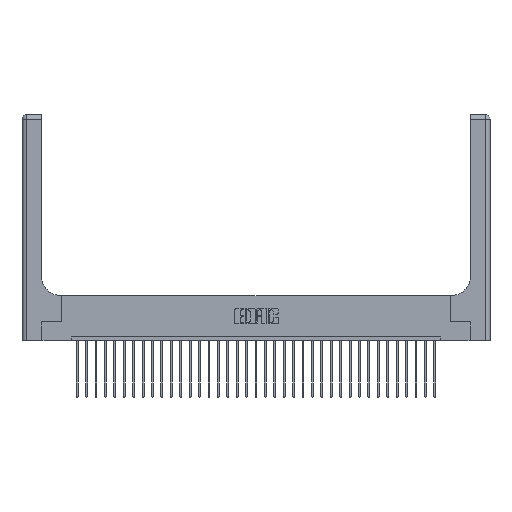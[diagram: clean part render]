
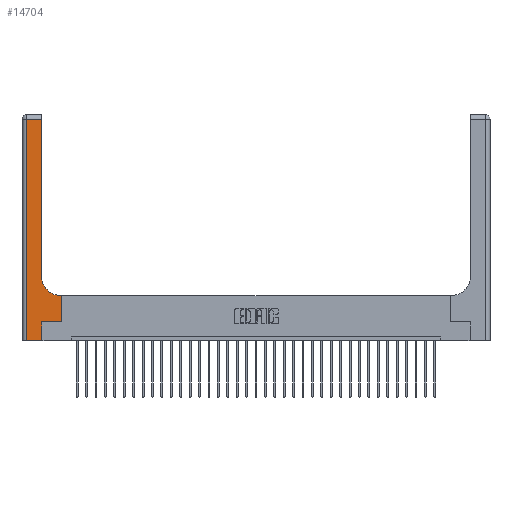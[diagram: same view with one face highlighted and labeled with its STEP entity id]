
A CAD part, top view. The second image highlights one B-rep face of the part: STEP entity #14704.
In plain terms, the highlighted planar face has unit normal (0, 0, 1).
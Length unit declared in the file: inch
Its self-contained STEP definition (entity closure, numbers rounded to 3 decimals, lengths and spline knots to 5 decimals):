
#126 = CARTESIAN_POINT ( 'NONE',  ( 0.265, 0., 0.37 ) ) ;
#139 = VECTOR ( 'NONE', #14186, 39.37008 ) ;
#276 = VERTEX_POINT ( 'NONE', #15609 ) ;
#583 = ORIENTED_EDGE ( 'NONE', *, *, #656, .T. ) ;
#656 = EDGE_CURVE ( 'NONE', #5897, #8375, #2886, .T. ) ;
#1221 = LINE ( 'NONE', #24322, #2420 ) ;
#2356 = CARTESIAN_POINT ( 'NONE',  ( 0.265, 0., 0.37 ) ) ;
#2420 = VECTOR ( 'NONE', #10419, 39.37008 ) ;
#2886 = LINE ( 'NONE', #21103, #9116 ) ;
#3014 = DIRECTION ( 'NONE',  ( 0., 0., -1. ) ) ;
#3190 = LINE ( 'NONE', #17251, #10638 ) ;
#3405 = CARTESIAN_POINT ( 'NONE',  ( 0.26, 3., 0.37 ) ) ;
#3727 = DIRECTION ( 'NONE',  ( 0., -1., 0. ) ) ;
#3870 = DIRECTION ( 'NONE',  ( 0., 1., 0. ) ) ;
#4005 = VERTEX_POINT ( 'NONE', #16225 ) ;
#4035 = LINE ( 'NONE', #27291, #24816 ) ;
#5285 = ORIENTED_EDGE ( 'NONE', *, *, #6950, .T. ) ;
#5720 = LINE ( 'NONE', #3405, #20655 ) ;
#5897 = VERTEX_POINT ( 'NONE', #9316 ) ;
#5972 = ORIENTED_EDGE ( 'NONE', *, *, #28808, .T. ) ;
#6166 = PLANE ( 'NONE',  #9220 ) ;
#6387 = ORIENTED_EDGE ( 'NONE', *, *, #16204, .T. ) ;
#6950 = EDGE_CURVE ( 'NONE', #4005, #11004, #3190, .T. ) ;
#7807 = DIRECTION ( 'NONE',  ( 1., 0., 0. ) ) ;
#8375 = VERTEX_POINT ( 'NONE', #24511 ) ;
#9116 = VECTOR ( 'NONE', #7807, 39.37008 ) ;
#9220 = AXIS2_PLACEMENT_3D ( 'NONE', #24812, #12420, #21742 ) ;
#9316 = CARTESIAN_POINT ( 'NONE',  ( 0.265, 0.25, 0.37 ) ) ;
#10419 = DIRECTION ( 'NONE',  ( -1., 0., 0. ) ) ;
#10638 = VECTOR ( 'NONE', #12537, 39.37008 ) ;
#11004 = VERTEX_POINT ( 'NONE', #2356 ) ;
#11798 = CARTESIAN_POINT ( 'NONE',  ( 0., 2.94, 0.37 ) ) ;
#11833 = CIRCLE ( 'NONE', #14255, 0.25 ) ;
#12420 = DIRECTION ( 'NONE',  ( 0., 0., -1. ) ) ;
#12528 = EDGE_CURVE ( 'NONE', #16174, #4005, #4035, .T. ) ;
#12537 = DIRECTION ( 'NONE',  ( 1., 0., 0. ) ) ;
#13480 = ORIENTED_EDGE ( 'NONE', *, *, #20251, .T. ) ;
#14186 = DIRECTION ( 'NONE',  ( 0., 1., 0. ) ) ;
#14239 = CARTESIAN_POINT ( 'NONE',  ( 0.06, 2.94, 0.37 ) ) ;
#14255 = AXIS2_PLACEMENT_3D ( 'NONE', #26897, #3014, #26740 ) ;
#14438 = EDGE_LOOP ( 'NONE', ( #19214, #22295, #24026, #5285, #13480, #583, #5972, #6387, #16907 ) ) ;
#14704 = ADVANCED_FACE ( 'NONE', ( #21893 ), #6166, .F. ) ;
#15609 = CARTESIAN_POINT ( 'NONE',  ( 0.26, 0.85, 0.37 ) ) ;
#16174 = VERTEX_POINT ( 'NONE', #14239 ) ;
#16204 = EDGE_CURVE ( 'NONE', #19472, #22535, #1221, .T. ) ;
#16222 = DIRECTION ( 'NONE',  ( -1., 0., 0. ) ) ;
#16225 = CARTESIAN_POINT ( 'NONE',  ( 0.06, 0., 0.37 ) ) ;
#16253 = VECTOR ( 'NONE', #16222, 39.37008 ) ;
#16907 = ORIENTED_EDGE ( 'NONE', *, *, #21217, .T. ) ;
#17224 = VECTOR ( 'NONE', #19914, 39.37008 ) ;
#17251 = CARTESIAN_POINT ( 'NONE',  ( 0., 0., 0.37 ) ) ;
#19214 = ORIENTED_EDGE ( 'NONE', *, *, #28843, .T. ) ;
#19253 = CARTESIAN_POINT ( 'NONE',  ( 0.51, 0.6, 0.37 ) ) ;
#19472 = VERTEX_POINT ( 'NONE', #20569 ) ;
#19914 = DIRECTION ( 'NONE',  ( 0., 1., 0. ) ) ;
#20199 = VERTEX_POINT ( 'NONE', #29101 ) ;
#20251 = EDGE_CURVE ( 'NONE', #11004, #5897, #28115, .T. ) ;
#20569 = CARTESIAN_POINT ( 'NONE',  ( 0.528, 0.6, 0.37 ) ) ;
#20655 = VECTOR ( 'NONE', #3870, 39.37008 ) ;
#20812 = LINE ( 'NONE', #11798, #16253 ) ;
#21103 = CARTESIAN_POINT ( 'NONE',  ( 0.265, 0.25, 0.37 ) ) ;
#21217 = EDGE_CURVE ( 'NONE', #22535, #276, #11833, .T. ) ;
#21742 = DIRECTION ( 'NONE',  ( -1., 0., 0. ) ) ;
#21893 = FACE_OUTER_BOUND ( 'NONE', #14438, .T. ) ;
#22295 = ORIENTED_EDGE ( 'NONE', *, *, #22366, .T. ) ;
#22366 = EDGE_CURVE ( 'NONE', #20199, #16174, #20812, .T. ) ;
#22535 = VERTEX_POINT ( 'NONE', #19253 ) ;
#24026 = ORIENTED_EDGE ( 'NONE', *, *, #12528, .T. ) ;
#24215 = LINE ( 'NONE', #24829, #17224 ) ;
#24322 = CARTESIAN_POINT ( 'NONE',  ( 0.26, 0.6, 0.37 ) ) ;
#24511 = CARTESIAN_POINT ( 'NONE',  ( 0.528, 0.25, 0.37 ) ) ;
#24812 = CARTESIAN_POINT ( 'NONE',  ( 0., 3., 0.37 ) ) ;
#24816 = VECTOR ( 'NONE', #3727, 39.37008 ) ;
#24829 = CARTESIAN_POINT ( 'NONE',  ( 0.528, 0.25, 0.37 ) ) ;
#26740 = DIRECTION ( 'NONE',  ( 1., 0., 0. ) ) ;
#26897 = CARTESIAN_POINT ( 'NONE',  ( 0.51, 0.85, 0.37 ) ) ;
#27291 = CARTESIAN_POINT ( 'NONE',  ( 0.06, 3., 0.37 ) ) ;
#28115 = LINE ( 'NONE', #126, #139 ) ;
#28808 = EDGE_CURVE ( 'NONE', #8375, #19472, #24215, .T. ) ;
#28843 = EDGE_CURVE ( 'NONE', #276, #20199, #5720, .T. ) ;
#29101 = CARTESIAN_POINT ( 'NONE',  ( 0.26, 2.94, 0.37 ) ) ;
